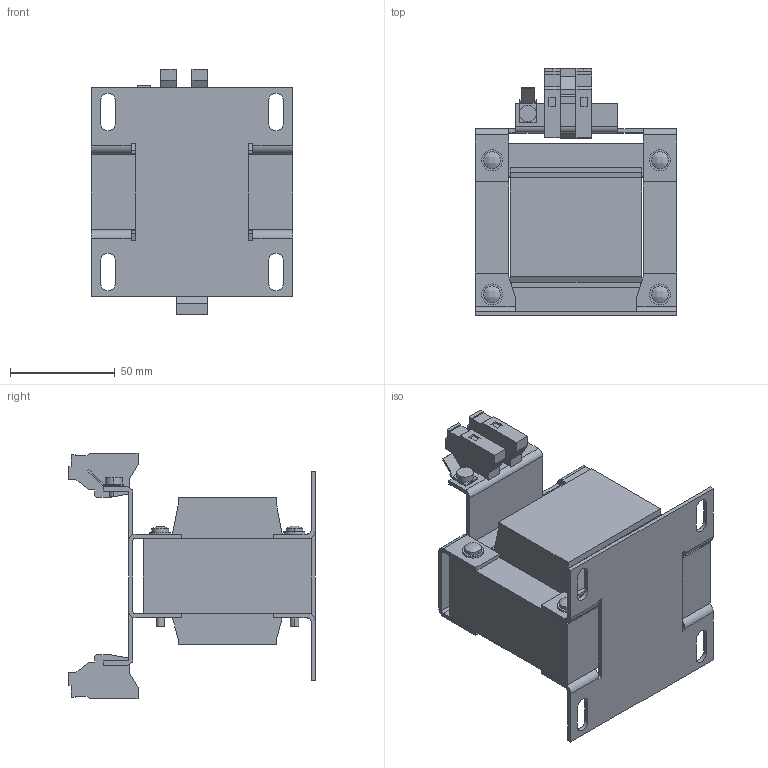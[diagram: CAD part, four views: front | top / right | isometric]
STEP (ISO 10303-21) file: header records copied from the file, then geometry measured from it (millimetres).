
FILE_DESCRIPTION (( 'STEP AP203' ), '1' );
FILE_NAME ('CT-015-060-12-0.step', '2024-10-31T17:03:13', ( '' ), ( '' ), 'SwSTEP 2.0', 'SolidWorks 2023', '' );
FILE_SCHEMA (( 'CONFIG_CONTROL_DESIGN' ));
Length unit declared in the file: inch
Products named in the file (1): CT-015-060-12-0
Bounding box: 96 x 117.7 x 117 mm (x, y, z)
Volume: 427606.4 mm3; surface area: 87192.2 mm2
Topology: 1 solids, 1 shells, 334 faces, 938 edges, 622 vertices
Faces by surface type: plane 245, cylinder 85, bspline 4
Entity records: 10891 total; most frequent: CARTESIAN_POINT 1955, ORIENTED_EDGE 1876, DIRECTION 1778, EDGE_CURVE 938, LINE 760, VECTOR 760, VERTEX_POINT 622, AXIS2_PLACEMENT_3D 509
